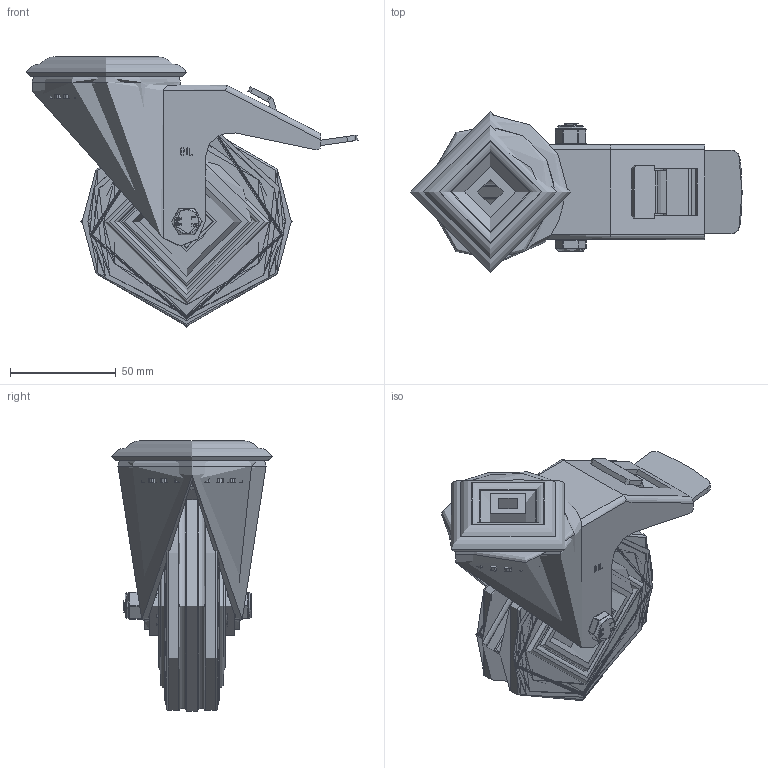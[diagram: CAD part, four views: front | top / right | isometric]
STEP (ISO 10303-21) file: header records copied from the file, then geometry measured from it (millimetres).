
FILE_DESCRIPTION(/* description */ (''),/* implementation_level */ '2;1');
FILE_NAME(/* name */ 'BZMM100GRBBH12SWB.step',/* time_stamp */ '2024-09-25T12:07:13+01:00',/* author */ (''),/* organization */ (''),/* preprocessor_version */ 'ST-DEVELOPER v20',/* originating_system */ 'Autodesk Translation Framework v13.20.0.188',/* authorisation */ '');
FILE_SCHEMA (('AUTOMOTIVE_DESIGN { 1 0 10303 214 3 1 1 }'));
Length unit declared in the file: millimetre
Products named in the file (23): BZMM100GRBBH12SWB; BZMM100ASBH12SWB v1; PRESSED STEEL, ZINC PLATED HEAD; PRESSED STEEL, ZINC PLATED FORKS; PRESSED STEEL, ZINC PLATED BRAKE PEDAL; BRAKE PAD; BZMM100WGRRB v1; RUBBER WHEEL; POLYPROPYLENE RIM; POLYPROPYLENE RIM Geometry; CAP; ROLLER BEARING; PINS; Component1; CAGE; TUBEM12X40 v1; ZINC PLATED STEEL TUBE; HEXBOLTM8X55Z8.8 v2; GRADE 8.8 ZINC PLATED BOLT; NYLOCM8Z v1; NYLOC NUT; NUT; RUBBER
Assembly tree (29 placements, depth 5):
  BZMM100GRBBH12SWB
    BZMM100ASBH12SWB v1
      PRESSED STEEL, ZINC PLATED HEAD
      PRESSED STEEL, ZINC PLATED FORKS
      PRESSED STEEL, ZINC PLATED BRAKE PEDAL
      BRAKE PAD
    BZMM100WGRRB v1
      RUBBER WHEEL
      POLYPROPYLENE RIM
        POLYPROPYLENE RIM Geometry
        CAP
      ROLLER BEARING
        PINS
          Component1  x8
        CAGE
    TUBEM12X40 v1
      ZINC PLATED STEEL TUBE
    HEXBOLTM8X55Z8.8 v2
      GRADE 8.8 ZINC PLATED BOLT
    NYLOCM8Z v1
      NYLOC NUT
        NUT
        RUBBER
Bounding box: 157 x 76 x 128 mm (x, y, z)
Volume: 263764.4 mm3; surface area: 121957.3 mm2
Topology: 20 solids, 20 shells, 757 faces, 1929 edges, 1229 vertices
Faces by surface type: plane 353, cylinder 233, bspline 65, cone 46, torus 36, sphere 24
Full cylindrical faces by diameter (mm): 0.664 x2, 4.5 x8, 6.446 x7, 7.866 x13, 8 x3, 8.2 x2, 8.4 x1, 8.6 x2, 11.5 x1, 11.9 x1, 12 x2, 12.1 x1, 12.2 x1, 13 x1, 21 x1, 21.313 x1, 22 x1, 24 x3, 24.8 x1, 25 x1, 28 x2, 38 x1, 49.5 x1, 50.787 x2, 61.5 x2, 65 x1, 70 x1, 72 x1, 99 x2, 100 x1
Entity records: 32555 total; most frequent: CARTESIAN_POINT 13914, ORIENTED_EDGE 3802, DIRECTION 3763, EDGE_CURVE 1901, AXIS2_PLACEMENT_3D 1354, VERTEX_POINT 1215, LINE 1055, VECTOR 1055
